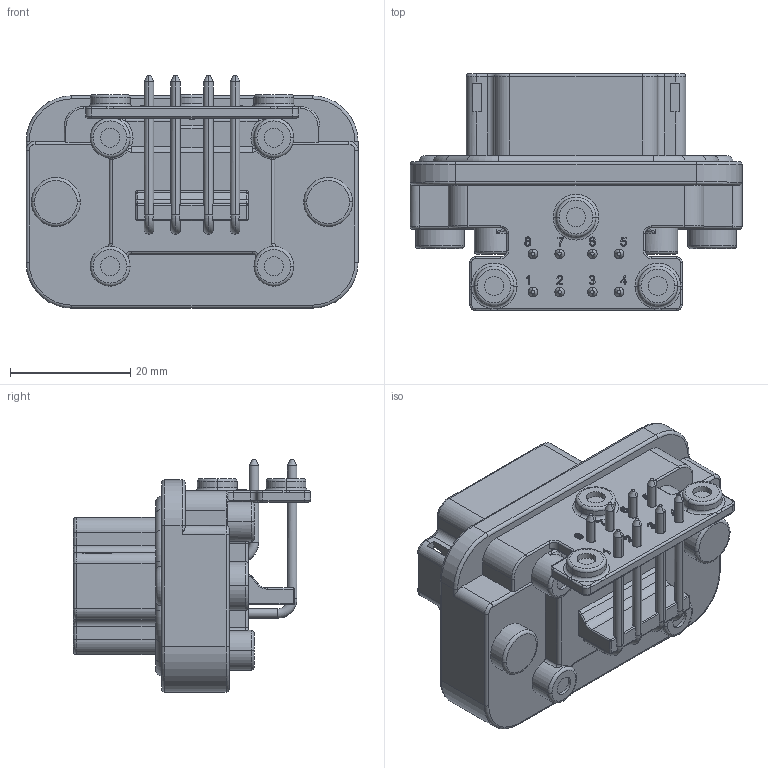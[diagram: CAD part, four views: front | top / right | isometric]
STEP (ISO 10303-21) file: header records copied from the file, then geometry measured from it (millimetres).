
FILE_DESCRIPTION((''),'2;1');
FILE_NAME('PL000637-08C-1','2018-08-06T',('Jony.xie'),(''),'PRO/ENGINEER BY PARAMETRIC TECHNOLOGY CORPORATION, 2013230','PRO/ENGINEER BY PARAMETRIC TECHNOLOGY CORPORATION, 2013230','');
FILE_SCHEMA(('CONFIG_CONTROL_DESIGN'));
Length unit declared in the file: millimetre
Products named in the file (1): PL000637-08C-1
Bounding box: 55.12 x 39.35 x 38.57 mm (x, y, z)
Volume: 24580 mm3; surface area: 12446.4 mm2
Topology: 1 solids, 1 shells, 1033 faces, 2687 edges, 1694 vertices
Faces by surface type: plane 312, cylinder 267, extrusion 260, torus 128, sphere 24, cone 22, bspline 20
Entity records: 33939 total; most frequent: CARTESIAN_POINT 9425, ORIENTED_EDGE 5342, DIRECTION 4527, EDGE_CURVE 2671, VERTEX_POINT 1694, VECTOR 1527, AXIS2_PLACEMENT_3D 1500, LINE 1267
